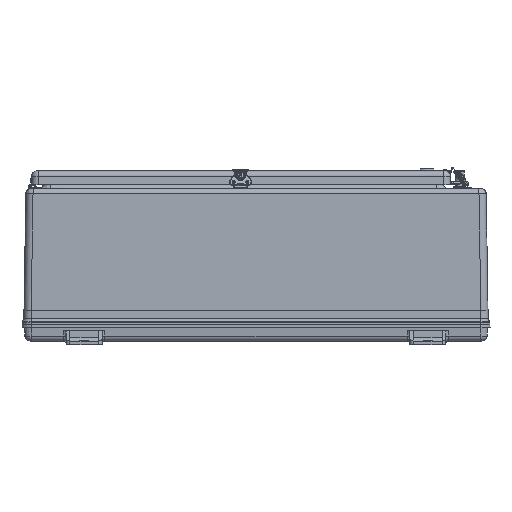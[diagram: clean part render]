
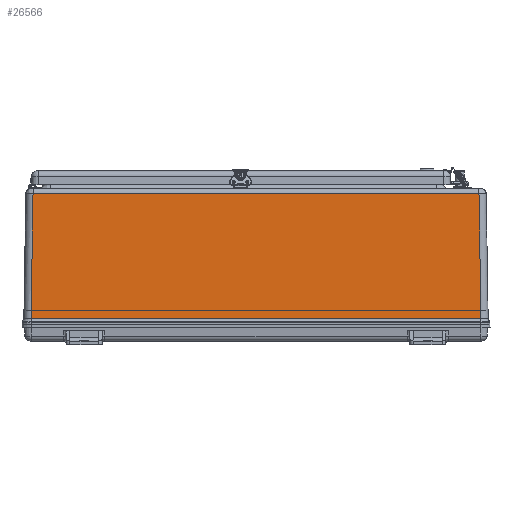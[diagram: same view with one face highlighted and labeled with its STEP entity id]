
A CAD part, left-side view. The second image highlights one B-rep face of the part: STEP entity #26566.
In plain terms, the highlighted planar face has unit normal (-1, 0, 0.016).
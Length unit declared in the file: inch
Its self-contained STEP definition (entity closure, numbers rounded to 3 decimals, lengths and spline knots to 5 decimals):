
#729 = DIRECTION ( 'NONE',  ( -0.016, 0.016, -1. ) ) ;
#1540 = DIRECTION ( 'NONE',  ( -0.016, -0.016, -1. ) ) ;
#4970 = CARTESIAN_POINT ( 'NONE',  ( -18.50918, 15.62159, 0.437 ) ) ;
#5735 = LINE ( 'NONE', #34077, #8343 ) ;
#6323 = CARTESIAN_POINT ( 'NONE',  ( -18.37227, 15.4847, 9.09918 ) ) ;
#7872 = VECTOR ( 'NONE', #37967, 39.37008 ) ;
#8343 = VECTOR ( 'NONE', #11596, 39.37008 ) ;
#9171 = LINE ( 'NONE', #25758, #27171 ) ;
#9393 = VECTOR ( 'NONE', #70883, 39.37008 ) ;
#11278 = ORIENTED_EDGE ( 'NONE', *, *, #15609, .T. ) ;
#11390 = AXIS2_PLACEMENT_3D ( 'NONE', #59791, #64220, #14836 ) ;
#11596 = DIRECTION ( 'NONE',  ( 0.016, 0., 1. ) ) ;
#14735 = VERTEX_POINT ( 'NONE', #56993 ) ;
#14836 = DIRECTION ( 'NONE',  ( -0.016, 0., -1. ) ) ;
#15609 = EDGE_CURVE ( 'NONE', #53689, #59164, #9171, .T. ) ;
#16554 = EDGE_CURVE ( 'NONE', #14735, #69383, #56773, .T. ) ;
#18443 = EDGE_LOOP ( 'NONE', ( #31833, #32264, #11278, #29727, #63658, #20654 ) ) ;
#20377 = LINE ( 'NONE', #31441, #9393 ) ;
#20654 = ORIENTED_EDGE ( 'NONE', *, *, #32920, .T. ) ;
#22313 = EDGE_CURVE ( 'NONE', #69383, #59164, #20377, .T. ) ;
#22808 = LINE ( 'NONE', #68517, #44200 ) ;
#23553 = EDGE_CURVE ( 'NONE', #53689, #41171, #5735, .T. ) ;
#25758 = CARTESIAN_POINT ( 'NONE',  ( -18.50933, 16.12155, 0.42719 ) ) ;
#26566 = ADVANCED_FACE ( 'NONE', ( #53540 ), #59434, .T. ) ;
#26568 = LINE ( 'NONE', #60091, #7872 ) ;
#27171 = VECTOR ( 'NONE', #43078, 39.37008 ) ;
#29727 = ORIENTED_EDGE ( 'NONE', *, *, #22313, .F. ) ;
#31441 = CARTESIAN_POINT ( 'NONE',  ( -18.50926, -15.62157, 0.4321 ) ) ;
#31833 = ORIENTED_EDGE ( 'NONE', *, *, #61526, .T. ) ;
#32264 = ORIENTED_EDGE ( 'NONE', *, *, #23553, .F. ) ;
#32920 = EDGE_CURVE ( 'NONE', #14735, #70755, #26568, .T. ) ;
#34077 = CARTESIAN_POINT ( 'NONE',  ( -18.50926, 15.62157, 0.4321 ) ) ;
#36457 = CARTESIAN_POINT ( 'NONE',  ( -18.50918, -15.62159, 0.437 ) ) ;
#37967 = DIRECTION ( 'NONE',  ( 0., 1., 0. ) ) ;
#38157 = CARTESIAN_POINT ( 'NONE',  ( -18.50933, 15.62157, 0.42719 ) ) ;
#41171 = VERTEX_POINT ( 'NONE', #4970 ) ;
#43078 = DIRECTION ( 'NONE',  ( 0., -1., 0. ) ) ;
#44200 = VECTOR ( 'NONE', #729, 39.37008 ) ;
#45442 = CARTESIAN_POINT ( 'NONE',  ( -18.50933, -15.62157, 0.42719 ) ) ;
#53540 = FACE_OUTER_BOUND ( 'NONE', #18443, .T. ) ;
#53666 = VECTOR ( 'NONE', #1540, 39.37008 ) ;
#53689 = VERTEX_POINT ( 'NONE', #38157 ) ;
#56773 = LINE ( 'NONE', #62673, #53666 ) ;
#56993 = CARTESIAN_POINT ( 'NONE',  ( -18.37227, -15.4847, 9.09918 ) ) ;
#59164 = VERTEX_POINT ( 'NONE', #45442 ) ;
#59434 = PLANE ( 'NONE',  #11390 ) ;
#59791 = CARTESIAN_POINT ( 'NONE',  ( -18.50918, 16.12155, 0.437 ) ) ;
#60091 = CARTESIAN_POINT ( 'NONE',  ( -18.37227, 16.12155, 9.09918 ) ) ;
#61526 = EDGE_CURVE ( 'NONE', #70755, #41171, #22808, .T. ) ;
#62673 = CARTESIAN_POINT ( 'NONE',  ( -18.50528, -15.61771, 0.68378 ) ) ;
#63658 = ORIENTED_EDGE ( 'NONE', *, *, #16554, .F. ) ;
#64220 = DIRECTION ( 'NONE',  ( -1., 0., 0.016 ) ) ;
#68517 = CARTESIAN_POINT ( 'NONE',  ( -18.37227, 15.4847, 9.09918 ) ) ;
#69383 = VERTEX_POINT ( 'NONE', #36457 ) ;
#70755 = VERTEX_POINT ( 'NONE', #6323 ) ;
#70883 = DIRECTION ( 'NONE',  ( -0.016, 0., -1. ) ) ;
